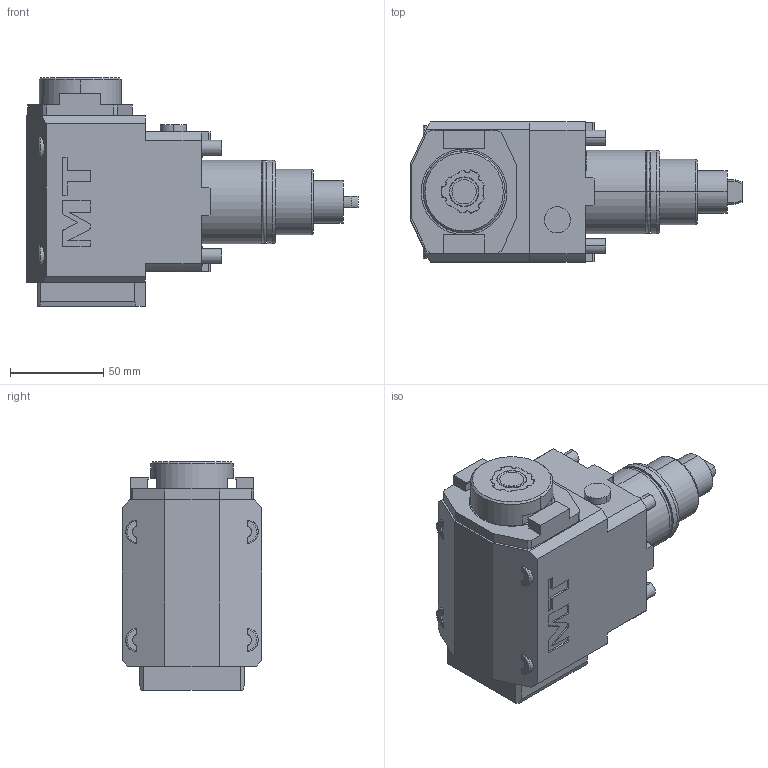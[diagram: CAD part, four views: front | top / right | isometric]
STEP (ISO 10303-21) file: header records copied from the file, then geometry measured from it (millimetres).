
FILE_DESCRIPTION((''),'2;1');
FILE_NAME('DWO2290420_CONF','2023-03-23T11:06:27',('smalpassi'),('M.T. srl'),'CREO PARAMETRIC BY PTC INC, 2021072','CREO PARAMETRIC BY PTC INC, 2021072','');
FILE_SCHEMA(('CONFIG_CONTROL_DESIGN'));
Length unit declared in the file: millimetre
Products named in the file (1): DWO2290420_CONF
Bounding box: 178 x 75 x 122.66 mm (x, y, z)
Volume: 750543.1 mm3; surface area: 64787.7 mm2
Topology: 1 solids, 1 shells, 277 faces, 710 edges, 468 vertices
Faces by surface type: plane 165, cylinder 56, cone 29, torus 17, bspline 6, extrusion 4
Entity records: 9355 total; most frequent: CARTESIAN_POINT 2546, ORIENTED_EDGE 1420, DIRECTION 1362, EDGE_CURVE 710, VECTOR 468, VERTEX_POINT 468, LINE 464, AXIS2_PLACEMENT_3D 447
